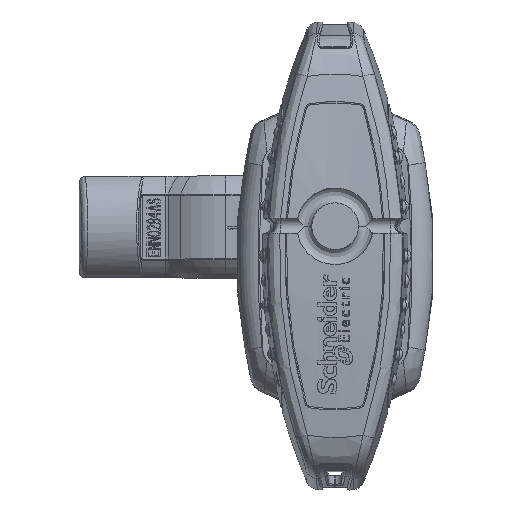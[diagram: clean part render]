
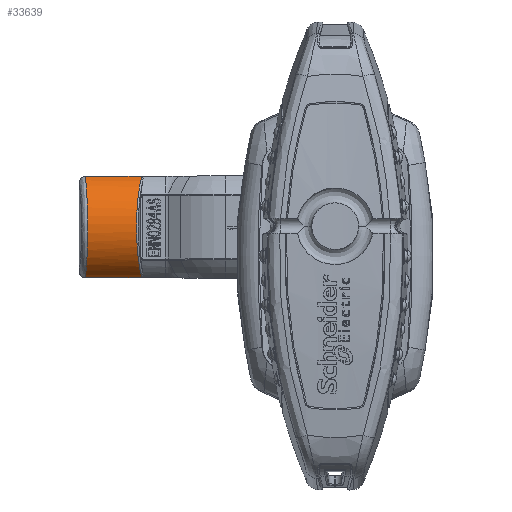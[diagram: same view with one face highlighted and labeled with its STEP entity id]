
A CAD part, top view. The second image highlights one B-rep face of the part: STEP entity #33639.
In plain terms, the highlighted cylindrical face has radius 9 mm (diameter 18 mm), a partial arc.
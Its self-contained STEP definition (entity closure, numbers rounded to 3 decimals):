
#1407=CARTESIAN_POINT('',(31.786,8.237,-40.498));
#1408=CARTESIAN_POINT('',(31.786,8.237,-40.501));
#1409=CARTESIAN_POINT('',(31.786,8.237,-40.509));
#1410=CARTESIAN_POINT('',(31.785,8.236,-40.52));
#1411=CARTESIAN_POINT('',(31.785,8.236,-40.528));
#1412=CARTESIAN_POINT('',(31.785,8.236,-40.531));
#1421=CARTESIAN_POINT('',(31.786,8.237,-31.274));
#1422=CARTESIAN_POINT('',(31.293,8.02,-31.358));
#1423=CARTESIAN_POINT('',(30.349,7.498,-31.519));
#1424=CARTESIAN_POINT('',(29.107,6.488,-31.731));
#1425=CARTESIAN_POINT('',(28.054,5.263,-31.911));
#1426=CARTESIAN_POINT('',(27.241,3.882,-32.049));
#1427=CARTESIAN_POINT('',(26.684,2.377,-32.144));
#1428=CARTESIAN_POINT('',(26.402,0.801,
-32.192));
#1429=CARTESIAN_POINT('',(26.401,-0.799,
-32.192));
#1430=CARTESIAN_POINT('',(26.684,-2.378,
-32.144));
#1431=CARTESIAN_POINT('',(27.244,-3.888,
-32.049));
#1432=CARTESIAN_POINT('',(28.053,-5.262,
-31.911));
#1433=CARTESIAN_POINT('',(29.111,-6.491,
-31.73));
#1434=CARTESIAN_POINT('',(30.345,-7.494,
-31.52));
#1435=CARTESIAN_POINT('',(31.291,-8.019,
-31.359));
#1436=CARTESIAN_POINT('',(31.786,-8.237,
-31.274));
#1438=DIRECTION('',(0.,0.,-1.));
#1439=VECTOR('',#1438,9.223);
#1440=CARTESIAN_POINT('',(31.786,-8.237,
-31.274));
#1441=LINE('',#1440,#1439);
#1442=DIRECTION('',(0.,0.,1.));
#1443=VECTOR('',#1442,9.223);
#1444=CARTESIAN_POINT('',(31.786,8.237,-40.498));
#1445=LINE('',#1444,#1443);
#1461=CARTESIAN_POINT('',(31.785,-8.236,
-40.531));
#1462=CARTESIAN_POINT('',(31.785,-8.236,
-40.528));
#1463=CARTESIAN_POINT('',(31.785,-8.236,
-40.52));
#1464=CARTESIAN_POINT('',(31.786,-8.237,
-40.509));
#1465=CARTESIAN_POINT('',(31.786,-8.237,
-40.501));
#1466=CARTESIAN_POINT('',(31.786,-8.237,
-40.498));
#3570=CARTESIAN_POINT('',(31.785,8.236,-40.531));
#3571=CARTESIAN_POINT('',(31.295,8.02,-40.493));
#3572=CARTESIAN_POINT('',(30.354,7.501,-40.42));
#3573=CARTESIAN_POINT('',(29.1,6.481,-40.323));
#3574=CARTESIAN_POINT('',(28.052,5.261,-40.241));
#3575=CARTESIAN_POINT('',(27.235,3.87,-40.178));
#3576=CARTESIAN_POINT('',(26.685,2.378,-40.135));
#3577=CARTESIAN_POINT('',(26.402,0.806,
-40.113));
#3578=CARTESIAN_POINT('',(26.401,-0.796,
-40.113));
#3579=CARTESIAN_POINT('',(26.683,-2.377,
-40.135));
#3580=CARTESIAN_POINT('',(27.243,-3.887,
-40.178));
#3581=CARTESIAN_POINT('',(28.055,-5.264,
-40.241));
#3582=CARTESIAN_POINT('',(29.106,-6.487,
-40.323));
#3583=CARTESIAN_POINT('',(30.356,-7.502,
-40.42));
#3584=CARTESIAN_POINT('',(31.296,-8.021,
-40.493));
#3585=CARTESIAN_POINT('',(31.785,-8.236,
-40.531));
#25618=CARTESIAN_POINT('',(31.786,-8.237,
-31.274));
#25620=VERTEX_POINT('',#25618);
#25649=CARTESIAN_POINT('',(31.786,-8.237,
-40.498));
#25650=VERTEX_POINT('',#25649);
#25657=VERTEX_POINT('',#1421);
#25679=CARTESIAN_POINT('',(31.786,8.237,
-40.498));
#25680=VERTEX_POINT('',#25679);
#25851=VERTEX_POINT('',#1412);
#25855=VERTEX_POINT('',#1461);
#33624=CARTESIAN_POINT('',(35.413,0.,-31.089));
#33625=DIRECTION('',(0.,0.,-1.));
#33626=DIRECTION('',(0.,-1.,0.));
#33627=AXIS2_PLACEMENT_3D('',#33624,#33625,#33626);
#33628=CYLINDRICAL_SURFACE('',#33627,9.);
#33629=ORIENTED_EDGE('',*,*,#32372,.T.);
#33630=ORIENTED_EDGE('',*,*,#32276,.T.);
#33632=ORIENTED_EDGE('',*,*,#33631,.F.);
#33634=ORIENTED_EDGE('',*,*,#33633,.F.);
#33635=ORIENTED_EDGE('',*,*,#33612,.F.);
#33636=ORIENTED_EDGE('',*,*,#32435,.T.);
#33637=EDGE_LOOP('',(#33629,#33630,#33632,#33634,#33635,#33636));
#33638=FACE_OUTER_BOUND('',#33637,.F.);
#1413=B_SPLINE_CURVE_WITH_KNOTS('',3,(#1407,#1408,#1409,#1410,#1411,#1412),
.UNSPECIFIED.,.F.,.F.,(4,1,1,4),(0.,0.333,0.667,1.),
.UNSPECIFIED.);
#1437=B_SPLINE_CURVE_WITH_KNOTS('',3,(#1421,#1422,#1423,#1424,#1425,#1426,#1427,
#1428,#1429,#1430,#1431,#1432,#1433,#1434,#1435,#1436),.UNSPECIFIED.,.F.,.F.,(4,
1,1,1,1,1,1,1,1,1,1,1,1,4),(0.,0.077,0.154,
0.231,0.308,0.385,0.462,
0.538,0.615,0.692,0.769,
0.846,0.923,1.),.UNSPECIFIED.);
#1467=B_SPLINE_CURVE_WITH_KNOTS('',3,(#1461,#1462,#1463,#1464,#1465,#1466),
.UNSPECIFIED.,.F.,.F.,(4,1,1,4),(0.,0.333,0.667,1.),
.UNSPECIFIED.);
#3586=B_SPLINE_CURVE_WITH_KNOTS('',3,(#3570,#3571,#3572,#3573,#3574,#3575,#3576,
#3577,#3578,#3579,#3580,#3581,#3582,#3583,#3584,#3585),.UNSPECIFIED.,.F.,.F.,(4,
1,1,1,1,1,1,1,1,1,1,1,1,4),(0.,0.077,0.154,
0.231,0.308,0.385,0.462,
0.538,0.615,0.692,0.769,
0.846,0.923,1.),.UNSPECIFIED.);
#32276=EDGE_CURVE('',#25620,#25650,#1441,.T.);
#32372=EDGE_CURVE('',#25657,#25620,#1437,.T.);
#32435=EDGE_CURVE('',#25680,#25657,#1445,.T.);
#33612=EDGE_CURVE('',#25680,#25851,#1413,.T.);
#33631=EDGE_CURVE('',#25855,#25650,#1467,.T.);
#33633=EDGE_CURVE('',#25851,#25855,#3586,.T.);
#33639=ADVANCED_FACE('',(#33638),#33628,.T.);
